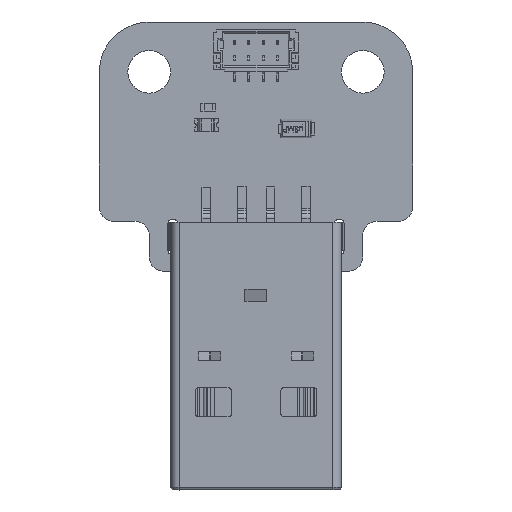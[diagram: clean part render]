
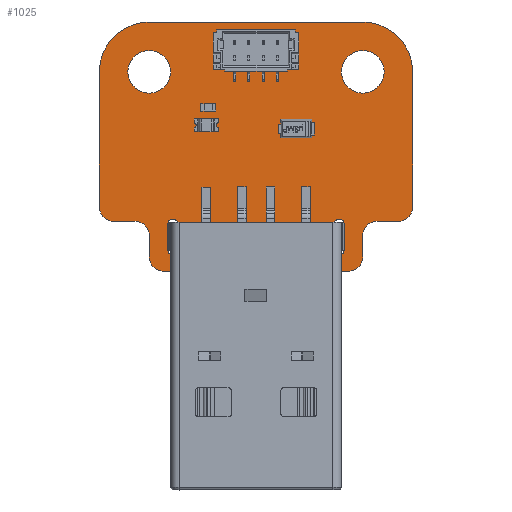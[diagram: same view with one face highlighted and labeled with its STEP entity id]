
A CAD part, top view. The second image highlights one B-rep face of the part: STEP entity #1025.
In plain terms, the highlighted planar face has unit normal (0, 0, 1).
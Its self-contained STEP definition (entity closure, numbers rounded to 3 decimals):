
#84 = VERTEX_POINT('',#85);
#85 = CARTESIAN_POINT('',(-10.,9.5,0.197));
#91 = EDGE_CURVE('',#84,#92,#94,.T.);
#92 = VERTEX_POINT('',#93);
#93 = CARTESIAN_POINT('',(-8.5,9.5,0.197));
#94 = LINE('',#95,#96);
#95 = CARTESIAN_POINT('',(-10.,9.5,0.197));
#96 = VECTOR('',#97,1.);
#97 = DIRECTION('',(1.,0.,0.));
#122 = EDGE_CURVE('',#92,#123,#125,.T.);
#123 = VERTEX_POINT('',#124);
#124 = CARTESIAN_POINT('',(-7.5,8.5,0.197));
#125 = CIRCLE('',#126,1.);
#126 = AXIS2_PLACEMENT_3D('',#127,#128,#129);
#127 = CARTESIAN_POINT('',(-8.5,8.5,0.197));
#128 = DIRECTION('',(0.,0.,-1.));
#129 = DIRECTION('',(0.,1.,0.));
#155 = EDGE_CURVE('',#123,#156,#158,.T.);
#156 = VERTEX_POINT('',#157);
#157 = CARTESIAN_POINT('',(-7.5,7.,0.197));
#158 = LINE('',#159,#160);
#159 = CARTESIAN_POINT('',(-7.5,8.5,0.197));
#160 = VECTOR('',#161,1.);
#161 = DIRECTION('',(0.,-1.,0.));
#186 = EDGE_CURVE('',#156,#187,#189,.T.);
#187 = VERTEX_POINT('',#188);
#188 = CARTESIAN_POINT('',(-6.5,6.,0.197));
#189 = CIRCLE('',#190,1.);
#190 = AXIS2_PLACEMENT_3D('',#191,#192,#193);
#191 = CARTESIAN_POINT('',(-6.5,7.,0.197));
#192 = DIRECTION('',(0.,0.,1.));
#193 = DIRECTION('',(-1.,0.,0.));
#219 = EDGE_CURVE('',#187,#220,#222,.T.);
#220 = VERTEX_POINT('',#221);
#221 = CARTESIAN_POINT('',(6.5,6.,0.197));
#222 = LINE('',#223,#224);
#223 = CARTESIAN_POINT('',(-6.5,6.,0.197));
#224 = VECTOR('',#225,1.);
#225 = DIRECTION('',(1.,0.,0.));
#250 = EDGE_CURVE('',#220,#251,#253,.T.);
#251 = VERTEX_POINT('',#252);
#252 = CARTESIAN_POINT('',(7.5,7.,0.197));
#253 = CIRCLE('',#254,1.);
#254 = AXIS2_PLACEMENT_3D('',#255,#256,#257);
#255 = CARTESIAN_POINT('',(6.5,7.,0.197));
#256 = DIRECTION('',(0.,0.,1.));
#257 = DIRECTION('',(0.,-1.,0.));
#283 = EDGE_CURVE('',#251,#284,#286,.T.);
#284 = VERTEX_POINT('',#285);
#285 = CARTESIAN_POINT('',(7.5,8.5,0.197));
#286 = LINE('',#287,#288);
#287 = CARTESIAN_POINT('',(7.5,7.,0.197));
#288 = VECTOR('',#289,1.);
#289 = DIRECTION('',(0.,1.,0.));
#314 = EDGE_CURVE('',#284,#315,#317,.T.);
#315 = VERTEX_POINT('',#316);
#316 = CARTESIAN_POINT('',(8.5,9.5,0.197));
#317 = CIRCLE('',#318,1.);
#318 = AXIS2_PLACEMENT_3D('',#319,#320,#321);
#319 = CARTESIAN_POINT('',(8.5,8.5,0.197));
#320 = DIRECTION('',(0.,0.,-1.));
#321 = DIRECTION('',(-1.,0.,0.));
#347 = EDGE_CURVE('',#315,#348,#350,.T.);
#348 = VERTEX_POINT('',#349);
#349 = CARTESIAN_POINT('',(10.,9.5,0.197));
#350 = LINE('',#351,#352);
#351 = CARTESIAN_POINT('',(8.5,9.5,0.197));
#352 = VECTOR('',#353,1.);
#353 = DIRECTION('',(1.,0.,0.));
#378 = EDGE_CURVE('',#348,#379,#381,.T.);
#379 = VERTEX_POINT('',#380);
#380 = CARTESIAN_POINT('',(11.,10.5,0.197));
#381 = CIRCLE('',#382,1.);
#382 = AXIS2_PLACEMENT_3D('',#383,#384,#385);
#383 = CARTESIAN_POINT('',(10.,10.5,0.197));
#384 = DIRECTION('',(0.,0.,1.));
#385 = DIRECTION('',(0.,-1.,0.));
#411 = EDGE_CURVE('',#379,#412,#414,.T.);
#412 = VERTEX_POINT('',#413);
#413 = CARTESIAN_POINT('',(11.,20.,0.197));
#414 = LINE('',#415,#416);
#415 = CARTESIAN_POINT('',(11.,10.5,0.197));
#416 = VECTOR('',#417,1.);
#417 = DIRECTION('',(0.,1.,0.));
#442 = EDGE_CURVE('',#412,#443,#445,.T.);
#443 = VERTEX_POINT('',#444);
#444 = CARTESIAN_POINT('',(7.5,23.5,0.197));
#445 = CIRCLE('',#446,3.5);
#446 = AXIS2_PLACEMENT_3D('',#447,#448,#449);
#447 = CARTESIAN_POINT('',(7.5,20.,0.197));
#448 = DIRECTION('',(0.,0.,1.));
#449 = DIRECTION('',(1.,0.,0.));
#475 = EDGE_CURVE('',#443,#476,#478,.T.);
#476 = VERTEX_POINT('',#477);
#477 = CARTESIAN_POINT('',(-7.5,23.5,0.197));
#478 = LINE('',#479,#480);
#479 = CARTESIAN_POINT('',(7.5,23.5,0.197));
#480 = VECTOR('',#481,1.);
#481 = DIRECTION('',(-1.,0.,0.));
#506 = EDGE_CURVE('',#476,#507,#509,.T.);
#507 = VERTEX_POINT('',#508);
#508 = CARTESIAN_POINT('',(-11.,20.,0.197));
#509 = CIRCLE('',#510,3.5);
#510 = AXIS2_PLACEMENT_3D('',#511,#512,#513);
#511 = CARTESIAN_POINT('',(-7.5,20.,0.197));
#512 = DIRECTION('',(0.,0.,1.));
#513 = DIRECTION('',(0.,1.,-0.));
#539 = EDGE_CURVE('',#507,#540,#542,.T.);
#540 = VERTEX_POINT('',#541);
#541 = CARTESIAN_POINT('',(-11.,10.5,0.197));
#542 = LINE('',#543,#544);
#543 = CARTESIAN_POINT('',(-11.,20.,0.197));
#544 = VECTOR('',#545,1.);
#545 = DIRECTION('',(0.,-1.,0.));
#570 = EDGE_CURVE('',#540,#84,#571,.T.);
#571 = CIRCLE('',#572,1.);
#572 = AXIS2_PLACEMENT_3D('',#573,#574,#575);
#573 = CARTESIAN_POINT('',(-10.,10.5,0.197));
#574 = DIRECTION('',(0.,0.,1.));
#575 = DIRECTION('',(-1.,0.,0.));
#596 = VERTEX_POINT('',#597);
#597 = CARTESIAN_POINT('',(-6.2,7.498,0.197));
#603 = EDGE_CURVE('',#596,#604,#606,.T.);
#604 = VERTEX_POINT('',#605);
#605 = CARTESIAN_POINT('',(-5.5,7.498,0.197));
#606 = CIRCLE('',#607,0.35);
#607 = AXIS2_PLACEMENT_3D('',#608,#609,#610);
#608 = CARTESIAN_POINT('',(-5.85,7.498,0.197));
#609 = DIRECTION('',(0.,0.,1.));
#610 = DIRECTION('',(-1.,0.,-0.));
#638 = VERTEX_POINT('',#639);
#639 = CARTESIAN_POINT('',(-6.2,9.298,0.197));
#645 = EDGE_CURVE('',#638,#596,#646,.T.);
#646 = LINE('',#647,#648);
#647 = CARTESIAN_POINT('',(-6.2,9.298,0.197));
#648 = VECTOR('',#649,1.);
#649 = DIRECTION('',(0.,-1.,0.));
#669 = VERTEX_POINT('',#670);
#670 = CARTESIAN_POINT('',(-5.5,9.298,0.197));
#676 = EDGE_CURVE('',#669,#638,#677,.T.);
#677 = CIRCLE('',#678,0.35);
#678 = AXIS2_PLACEMENT_3D('',#679,#680,#681);
#679 = CARTESIAN_POINT('',(-5.85,9.298,0.197));
#680 = DIRECTION('',(0.,0.,1.));
#681 = DIRECTION('',(1.,0.,0.));
#700 = EDGE_CURVE('',#604,#669,#701,.T.);
#701 = LINE('',#702,#703);
#702 = CARTESIAN_POINT('',(-5.5,7.498,0.197));
#703 = VECTOR('',#704,1.);
#704 = DIRECTION('',(0.,1.,0.));
#724 = VERTEX_POINT('',#725);
#725 = CARTESIAN_POINT('',(-6.,20.,0.197));
#731 = EDGE_CURVE('',#724,#724,#732,.T.);
#732 = CIRCLE('',#733,1.5);
#733 = AXIS2_PLACEMENT_3D('',#734,#735,#736);
#734 = CARTESIAN_POINT('',(-7.5,20.,0.197));
#735 = DIRECTION('',(0.,0.,1.));
#736 = DIRECTION('',(1.,0.,-0.));
#757 = VERTEX_POINT('',#758);
#758 = CARTESIAN_POINT('',(-1.628,8.398,0.197));
#764 = EDGE_CURVE('',#757,#757,#765,.T.);
#765 = CIRCLE('',#766,0.622);
#766 = AXIS2_PLACEMENT_3D('',#767,#768,#769);
#767 = CARTESIAN_POINT('',(-2.25,8.398,0.197));
#768 = DIRECTION('',(0.,0.,1.));
#769 = DIRECTION('',(1.,0.,-0.));
#790 = VERTEX_POINT('',#791);
#791 = CARTESIAN_POINT('',(5.5,7.498,0.197));
#797 = EDGE_CURVE('',#790,#798,#800,.T.);
#798 = VERTEX_POINT('',#799);
#799 = CARTESIAN_POINT('',(6.2,7.498,0.197));
#800 = CIRCLE('',#801,0.35);
#801 = AXIS2_PLACEMENT_3D('',#802,#803,#804);
#802 = CARTESIAN_POINT('',(5.85,7.498,0.197));
#803 = DIRECTION('',(0.,0.,1.));
#804 = DIRECTION('',(-1.,0.,-0.));
#832 = VERTEX_POINT('',#833);
#833 = CARTESIAN_POINT('',(5.5,9.298,0.197));
#839 = EDGE_CURVE('',#832,#790,#840,.T.);
#840 = LINE('',#841,#842);
#841 = CARTESIAN_POINT('',(5.5,9.298,0.197));
#842 = VECTOR('',#843,1.);
#843 = DIRECTION('',(0.,-1.,0.));
#863 = VERTEX_POINT('',#864);
#864 = CARTESIAN_POINT('',(6.2,9.298,0.197));
#870 = EDGE_CURVE('',#863,#832,#871,.T.);
#871 = CIRCLE('',#872,0.35);
#872 = AXIS2_PLACEMENT_3D('',#873,#874,#875);
#873 = CARTESIAN_POINT('',(5.85,9.298,0.197));
#874 = DIRECTION('',(0.,0.,1.));
#875 = DIRECTION('',(1.,0.,0.));
#894 = EDGE_CURVE('',#798,#863,#895,.T.);
#895 = LINE('',#896,#897);
#896 = CARTESIAN_POINT('',(6.2,7.498,0.197));
#897 = VECTOR('',#898,1.);
#898 = DIRECTION('',(0.,1.,0.));
#918 = VERTEX_POINT('',#919);
#919 = CARTESIAN_POINT('',(2.872,8.398,0.197));
#925 = EDGE_CURVE('',#918,#918,#926,.T.);
#926 = CIRCLE('',#927,0.622);
#927 = AXIS2_PLACEMENT_3D('',#928,#929,#930);
#928 = CARTESIAN_POINT('',(2.25,8.398,0.197));
#929 = DIRECTION('',(0.,0.,1.));
#930 = DIRECTION('',(1.,0.,-0.));
#951 = VERTEX_POINT('',#952);
#952 = CARTESIAN_POINT('',(9.,20.,0.197));
#958 = EDGE_CURVE('',#951,#951,#959,.T.);
#959 = CIRCLE('',#960,1.5);
#960 = AXIS2_PLACEMENT_3D('',#961,#962,#963);
#961 = CARTESIAN_POINT('',(7.5,20.,0.197));
#962 = DIRECTION('',(0.,0.,1.));
#963 = DIRECTION('',(1.,0.,-0.));
#1025 = ADVANCED_FACE('',(#1026,#1044,#1050,#1053,#1056,#1062,#1065),
  #1068,.T.);
#1026 = FACE_BOUND('',#1027,.T.);
#1027 = EDGE_LOOP('',(#1028,#1029,#1030,#1031,#1032,#1033,#1034,#1035,
    #1036,#1037,#1038,#1039,#1040,#1041,#1042,#1043));
#1028 = ORIENTED_EDGE('',*,*,#91,.T.);
#1029 = ORIENTED_EDGE('',*,*,#122,.T.);
#1030 = ORIENTED_EDGE('',*,*,#155,.T.);
#1031 = ORIENTED_EDGE('',*,*,#186,.T.);
#1032 = ORIENTED_EDGE('',*,*,#219,.T.);
#1033 = ORIENTED_EDGE('',*,*,#250,.T.);
#1034 = ORIENTED_EDGE('',*,*,#283,.T.);
#1035 = ORIENTED_EDGE('',*,*,#314,.T.);
#1036 = ORIENTED_EDGE('',*,*,#347,.T.);
#1037 = ORIENTED_EDGE('',*,*,#378,.T.);
#1038 = ORIENTED_EDGE('',*,*,#411,.T.);
#1039 = ORIENTED_EDGE('',*,*,#442,.T.);
#1040 = ORIENTED_EDGE('',*,*,#475,.T.);
#1041 = ORIENTED_EDGE('',*,*,#506,.T.);
#1042 = ORIENTED_EDGE('',*,*,#539,.T.);
#1043 = ORIENTED_EDGE('',*,*,#570,.T.);
#1044 = FACE_BOUND('',#1045,.T.);
#1045 = EDGE_LOOP('',(#1046,#1047,#1048,#1049));
#1046 = ORIENTED_EDGE('',*,*,#603,.F.);
#1047 = ORIENTED_EDGE('',*,*,#645,.F.);
#1048 = ORIENTED_EDGE('',*,*,#676,.F.);
#1049 = ORIENTED_EDGE('',*,*,#700,.F.);
#1050 = FACE_BOUND('',#1051,.T.);
#1051 = EDGE_LOOP('',(#1052));
#1052 = ORIENTED_EDGE('',*,*,#731,.F.);
#1053 = FACE_BOUND('',#1054,.T.);
#1054 = EDGE_LOOP('',(#1055));
#1055 = ORIENTED_EDGE('',*,*,#764,.F.);
#1056 = FACE_BOUND('',#1057,.T.);
#1057 = EDGE_LOOP('',(#1058,#1059,#1060,#1061));
#1058 = ORIENTED_EDGE('',*,*,#797,.F.);
#1059 = ORIENTED_EDGE('',*,*,#839,.F.);
#1060 = ORIENTED_EDGE('',*,*,#870,.F.);
#1061 = ORIENTED_EDGE('',*,*,#894,.F.);
#1062 = FACE_BOUND('',#1063,.T.);
#1063 = EDGE_LOOP('',(#1064));
#1064 = ORIENTED_EDGE('',*,*,#925,.F.);
#1065 = FACE_BOUND('',#1066,.T.);
#1066 = EDGE_LOOP('',(#1067));
#1067 = ORIENTED_EDGE('',*,*,#958,.F.);
#1068 = PLANE('',#1069);
#1069 = AXIS2_PLACEMENT_3D('',#1070,#1071,#1072);
#1070 = CARTESIAN_POINT('',(0.,14.919,0.197)
  );
#1071 = DIRECTION('',(0.,0.,1.));
#1072 = DIRECTION('',(1.,0.,-0.));
